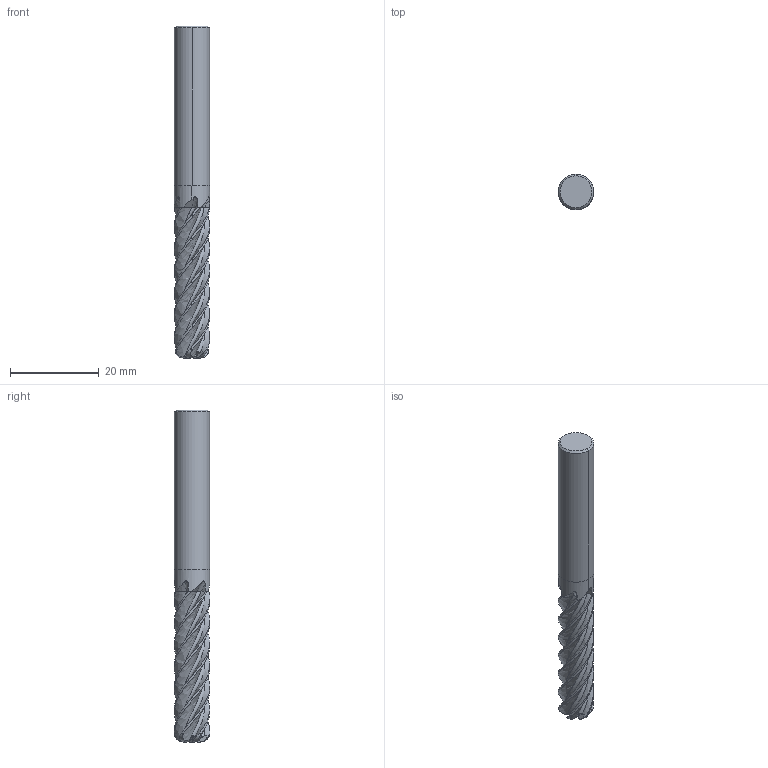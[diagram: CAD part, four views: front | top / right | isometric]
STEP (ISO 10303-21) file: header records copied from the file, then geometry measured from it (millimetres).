
FILE_DESCRIPTION(('no description'),'unknown implementation level');
FILE_NAME('EXM1-M03-0123-8_2-Detail.stp',' ',('CIMSOURCE GmbH'),('CADClick - KiM GmbH - www.kimweb.de'),'unknown preprocess','ACIS','unknown authorization');
FILE_SCHEMA(('automotive_design'));
Length unit declared in the file: millimetre
Products named in the file (2): NOCUT; CUT
Bounding box: 8 x 8 x 75 mm (x, y, z)
Volume: 3028.2 mm3; surface area: 3133 mm2
Topology: 2 solids, 2 shells, 182 faces, 522 edges, 344 vertices
Faces by surface type: plane 70, bspline 48, cone 24, revolution 24, cylinder 8, torus 8
Entity records: 34828 total; most frequent: CARTESIAN_POINT 24729, STYLED_ITEM 1050, PRESENTATION_STYLE_ASSIGNMENT 1050, COLOUR_RGB 1050, ORIENTED_EDGE 1044, DIRECTION 682, EDGE_CURVE 522, CURVE_STYLE 522
